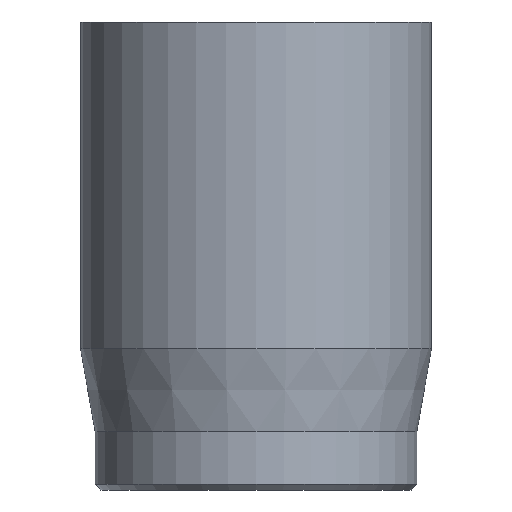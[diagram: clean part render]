
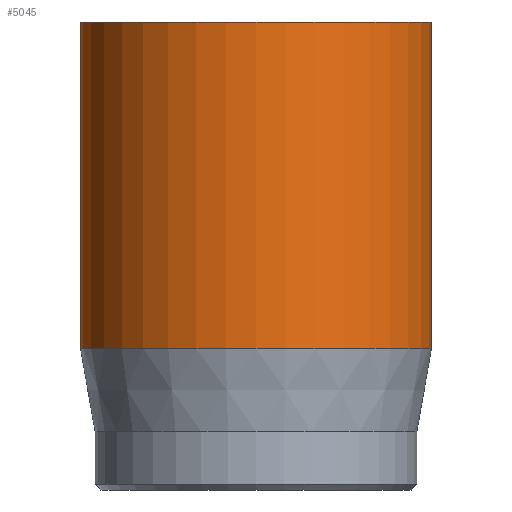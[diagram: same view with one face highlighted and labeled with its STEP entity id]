
A CAD part, front view. The second image highlights one B-rep face of the part: STEP entity #5045.
In plain terms, the highlighted cylindrical face has radius 3 mm (diameter 6 mm), a full revolution.
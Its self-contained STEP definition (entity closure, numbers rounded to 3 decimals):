
#31=CYLINDRICAL_SURFACE('',#5253,3.);
#45=CIRCLE('',#5227,3.);
#57=CIRCLE('',#5251,3.);
#58=CIRCLE('',#5252,3.);
#789=FACE_OUTER_BOUND('',#1083,.T.);
#1083=EDGE_LOOP('',(#4577,#4578,#4579,#4580,#4581));
#1498=LINE('',#9315,#1919);
#1919=VECTOR('',#5932,3.);
#2400=VERTEX_POINT('',#9267);
#2412=VERTEX_POINT('',#9309);
#2413=VERTEX_POINT('',#9310);
#3121=EDGE_CURVE('',#2400,#2400,#45,.T.);
#3139=EDGE_CURVE('',#2412,#2413,#57,.T.);
#3140=EDGE_CURVE('',#2413,#2412,#58,.T.);
#3142=EDGE_CURVE('',#2400,#2412,#1498,.T.);
#4577=ORIENTED_EDGE('',*,*,#3121,.T.);
#4578=ORIENTED_EDGE('',*,*,#3142,.T.);
#4579=ORIENTED_EDGE('',*,*,#3139,.T.);
#4580=ORIENTED_EDGE('',*,*,#3140,.T.);
#4581=ORIENTED_EDGE('',*,*,#3142,.F.);
#5045=ADVANCED_FACE('',(#789),#31,.T.);
#5227=AXIS2_PLACEMENT_3D('',#9268,#5871,#5872);
#5251=AXIS2_PLACEMENT_3D('',#9311,#5925,#5926);
#5252=AXIS2_PLACEMENT_3D('',#9312,#5927,#5928);
#5253=AXIS2_PLACEMENT_3D('',#9314,#5930,#5931);
#5871=DIRECTION('center_axis',(0.,0.,-1.));
#5872=DIRECTION('ref_axis',(-1.,0.,0.));
#5925=DIRECTION('center_axis',(0.,0.,1.));
#5926=DIRECTION('ref_axis',(-1.,0.,0.));
#5927=DIRECTION('center_axis',(0.,0.,1.));
#5928=DIRECTION('ref_axis',(-1.,0.,0.));
#5930=DIRECTION('center_axis',(0.,0.,1.));
#5931=DIRECTION('ref_axis',(-1.,0.,0.));
#5932=DIRECTION('',(0.,0.,-1.));
#9267=CARTESIAN_POINT('',(3.,0.,8.));
#9268=CARTESIAN_POINT('Origin',(0.,0.,8.));
#9309=CARTESIAN_POINT('',(3.,0.,2.418));
#9310=CARTESIAN_POINT('',(-3.,0.,2.418));
#9311=CARTESIAN_POINT('Origin',(0.,0.,2.418));
#9312=CARTESIAN_POINT('Origin',(0.,0.,2.418));
#9314=CARTESIAN_POINT('Origin',(0.,0.,0.));
#9315=CARTESIAN_POINT('',(3.,0.,0.));
